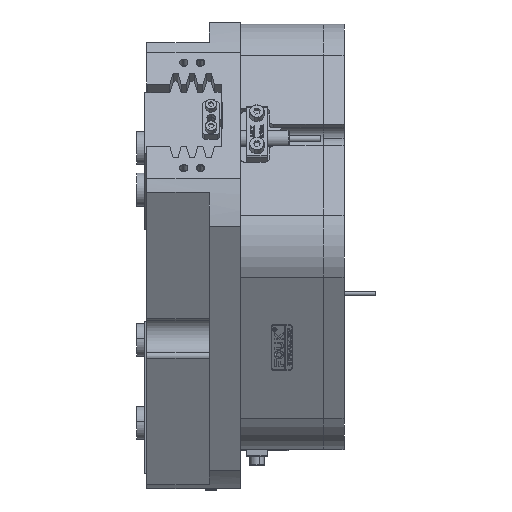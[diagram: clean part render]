
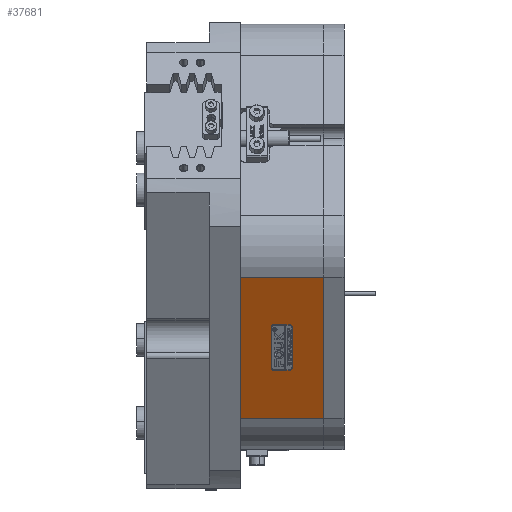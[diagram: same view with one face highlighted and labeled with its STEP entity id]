
A CAD part, left-side view. The second image highlights one B-rep face of the part: STEP entity #37681.
In plain terms, the highlighted planar face has unit normal (-0.866, 0, -0.5).
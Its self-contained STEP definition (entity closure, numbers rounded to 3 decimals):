
#123 = ORIENTED_EDGE ( 'NONE', *, *, #41332, .F. ) ;
#327 = EDGE_LOOP ( 'NONE', ( #6864, #45272, #53481, #33569 ) ) ;
#1321 = LINE ( 'NONE', #19289, #8574 ) ;
#1601 = EDGE_CURVE ( 'NONE', #23984, #33477, #8961, .T. ) ;
#1923 = CIRCLE ( 'NONE', #50087, 1.6 ) ;
#2235 = LINE ( 'NONE', #32863, #11621 ) ;
#3075 = DIRECTION ( 'NONE',  ( -0.866, 0., -0.5 ) ) ;
#3418 = CARTESIAN_POINT ( 'NONE',  ( -70.437, 0., -86. ) ) ;
#3490 = ORIENTED_EDGE ( 'NONE', *, *, #58690, .F. ) ;
#4268 = ORIENTED_EDGE ( 'NONE', *, *, #11301, .F. ) ;
#4768 = VECTOR ( 'NONE', #53365, 1000. ) ;
#5235 = VECTOR ( 'NONE', #33245, 1000. ) ;
#5327 = CARTESIAN_POINT ( 'NONE',  ( -95.567, 16.5, -42.474 ) ) ;
#5507 = VERTEX_POINT ( 'NONE', #10058 ) ;
#5535 = EDGE_CURVE ( 'NONE', #28830, #24951, #1321, .T. ) ;
#6626 = CARTESIAN_POINT ( 'NONE',  ( -84.567, 23.5, -61.526 ) ) ;
#6864 = ORIENTED_EDGE ( 'NONE', *, *, #56109, .F. ) ;
#7069 = VECTOR ( 'NONE', #53822, 1000. ) ;
#7074 = AXIS2_PLACEMENT_3D ( 'NONE', #5327, #14559, #37670 ) ;
#8446 = ORIENTED_EDGE ( 'NONE', *, *, #16911, .F. ) ;
#8574 = VECTOR ( 'NONE', #10671, 1000. ) ;
#8836 = CARTESIAN_POINT ( 'NONE',  ( -109.697, 40., -18. ) ) ;
#8961 = LINE ( 'NONE', #10461, #12537 ) ;
#8995 = ORIENTED_EDGE ( 'NONE', *, *, #55858, .F. ) ;
#10058 = CARTESIAN_POINT ( 'NONE',  ( -70.437, 40., -86. ) ) ;
#10460 = EDGE_CURVE ( 'NONE', #20385, #5507, #33549, .T. ) ;
#10461 = CARTESIAN_POINT ( 'NONE',  ( -96.367, 16.5, -41.088 ) ) ;
#10514 = VERTEX_POINT ( 'NONE', #43616 ) ;
#10535 = CARTESIAN_POINT ( 'NONE',  ( -109.697, 40., -18. ) ) ;
#10589 = EDGE_CURVE ( 'NONE', #5507, #46485, #53551, .T. ) ;
#10671 = DIRECTION ( 'NONE',  ( -0.5, 0., 0.866 ) ) ;
#11174 = DIRECTION ( 'NONE',  ( -0.866, 0., -0.5 ) ) ;
#11301 = EDGE_CURVE ( 'NONE', #20521, #28830, #52755, .T. ) ;
#11621 = VECTOR ( 'NONE', #28430, 1000. ) ;
#12421 = CIRCLE ( 'NONE', #58742, 1.6 ) ;
#12537 = VECTOR ( 'NONE', #15102, 1000. ) ;
#12616 = DIRECTION ( 'NONE',  ( 0.5, 0., -0.866 ) ) ;
#13025 = AXIS2_PLACEMENT_3D ( 'NONE', #26874, #17611, #12616 ) ;
#13283 = EDGE_CURVE ( 'NONE', #48688, #42619, #2235, .T. ) ;
#14559 = DIRECTION ( 'NONE',  ( -0.866, 0., -0.5 ) ) ;
#15102 = DIRECTION ( 'NONE',  ( 0., 1., 0. ) ) ;
#15626 = DIRECTION ( 'NONE',  ( -0.5, 0., 0.866 ) ) ;
#16911 = EDGE_CURVE ( 'NONE', #24951, #23984, #43519, .T. ) ;
#17196 = CARTESIAN_POINT ( 'NONE',  ( -95.567, 14.9, -42.474 ) ) ;
#17611 = DIRECTION ( 'NONE',  ( -0.866, 0., -0.5 ) ) ;
#18172 = LINE ( 'NONE', #28233, #5235 ) ;
#19289 = CARTESIAN_POINT ( 'NONE',  ( -95.567, 14.9, -42.474 ) ) ;
#20151 = LINE ( 'NONE', #8836, #58857 ) ;
#20264 = DIRECTION ( 'NONE',  ( -0.5, 0., 0.866 ) ) ;
#20385 = VERTEX_POINT ( 'NONE', #10535 ) ;
#20521 = VERTEX_POINT ( 'NONE', #52826 ) ;
#20815 = DIRECTION ( 'NONE',  ( -0.5, 0., 0.866 ) ) ;
#20921 = FACE_BOUND ( 'NONE', #40451, .T. ) ;
#21889 = ORIENTED_EDGE ( 'NONE', *, *, #1601, .F. ) ;
#23548 = AXIS2_PLACEMENT_3D ( 'NONE', #47292, #11174, #15626 ) ;
#23984 = VERTEX_POINT ( 'NONE', #31416 ) ;
#24951 = VERTEX_POINT ( 'NONE', #17196 ) ;
#26874 = CARTESIAN_POINT ( 'NONE',  ( -84.567, 16.5, -61.526 ) ) ;
#27391 = FACE_OUTER_BOUND ( 'NONE', #327, .T. ) ;
#28233 = CARTESIAN_POINT ( 'NONE',  ( -90.067, 0., -52. ) ) ;
#28430 = DIRECTION ( 'NONE',  ( 0.5, 0., -0.866 ) ) ;
#28830 = VERTEX_POINT ( 'NONE', #32819 ) ;
#30227 = CARTESIAN_POINT ( 'NONE',  ( -83.767, 16.5, -62.912 ) ) ;
#31416 = CARTESIAN_POINT ( 'NONE',  ( -96.367, 16.5, -41.088 ) ) ;
#32819 = CARTESIAN_POINT ( 'NONE',  ( -84.567, 14.9, -61.526 ) ) ;
#32863 = CARTESIAN_POINT ( 'NONE',  ( -95.567, 25.1, -42.474 ) ) ;
#33245 = DIRECTION ( 'NONE',  ( 0.5, 0., -0.866 ) ) ;
#33477 = VERTEX_POINT ( 'NONE', #55698 ) ;
#33549 = LINE ( 'NONE', #39225, #44268 ) ;
#33569 = ORIENTED_EDGE ( 'NONE', *, *, #10589, .T. ) ;
#33775 = DIRECTION ( 'NONE',  ( -0.866, 0., -0.5 ) ) ;
#37670 = DIRECTION ( 'NONE',  ( -0.5, 0., 0.866 ) ) ;
#37681 = ADVANCED_FACE ( 'NONE', ( #20921, #27391 ), #42673, .T. ) ;
#37789 = CARTESIAN_POINT ( 'NONE',  ( -70.437, 0., -86. ) ) ;
#39225 = CARTESIAN_POINT ( 'NONE',  ( -90.067, 40., -52. ) ) ;
#39669 = ORIENTED_EDGE ( 'NONE', *, *, #13283, .F. ) ;
#40451 = EDGE_LOOP ( 'NONE', ( #8995, #21889, #8446, #45436, #4268, #123, #3490, #39669 ) ) ;
#40780 = CARTESIAN_POINT ( 'NONE',  ( -95.567, 25.1, -42.474 ) ) ;
#41262 = VERTEX_POINT ( 'NONE', #53221 ) ;
#41332 = EDGE_CURVE ( 'NONE', #41262, #20521, #50864, .T. ) ;
#42619 = VERTEX_POINT ( 'NONE', #56677 ) ;
#42673 = PLANE ( 'NONE',  #23548 ) ;
#43519 = CIRCLE ( 'NONE', #7074, 1.6 ) ;
#43616 = CARTESIAN_POINT ( 'NONE',  ( -109.697, 0., -18. ) ) ;
#44268 = VECTOR ( 'NONE', #52805, 1000. ) ;
#45272 = ORIENTED_EDGE ( 'NONE', *, *, #48005, .T. ) ;
#45436 = ORIENTED_EDGE ( 'NONE', *, *, #5535, .F. ) ;
#46485 = VERTEX_POINT ( 'NONE', #37789 ) ;
#47292 = CARTESIAN_POINT ( 'NONE',  ( -90.067, 40., -52. ) ) ;
#48005 = EDGE_CURVE ( 'NONE', #10514, #20385, #20151, .T. ) ;
#48688 = VERTEX_POINT ( 'NONE', #40780 ) ;
#50087 = AXIS2_PLACEMENT_3D ( 'NONE', #6626, #33775, #20264 ) ;
#50864 = LINE ( 'NONE', #30227, #7069 ) ;
#52755 = CIRCLE ( 'NONE', #13025, 1.6 ) ;
#52805 = DIRECTION ( 'NONE',  ( 0.5, 0., -0.866 ) ) ;
#52826 = CARTESIAN_POINT ( 'NONE',  ( -83.767, 16.5, -62.912 ) ) ;
#53221 = CARTESIAN_POINT ( 'NONE',  ( -83.767, 23.5, -62.912 ) ) ;
#53365 = DIRECTION ( 'NONE',  ( 0., -1., 0. ) ) ;
#53481 = ORIENTED_EDGE ( 'NONE', *, *, #10460, .T. ) ;
#53551 = LINE ( 'NONE', #3418, #4768 ) ;
#53822 = DIRECTION ( 'NONE',  ( 0., -1., 0. ) ) ;
#54552 = DIRECTION ( 'NONE',  ( 0., 1., 0. ) ) ;
#55698 = CARTESIAN_POINT ( 'NONE',  ( -96.367, 23.5, -41.088 ) ) ;
#55858 = EDGE_CURVE ( 'NONE', #33477, #48688, #12421, .T. ) ;
#56109 = EDGE_CURVE ( 'NONE', #10514, #46485, #18172, .T. ) ;
#56677 = CARTESIAN_POINT ( 'NONE',  ( -84.567, 25.1, -61.526 ) ) ;
#57475 = CARTESIAN_POINT ( 'NONE',  ( -95.567, 23.5, -42.474 ) ) ;
#58690 = EDGE_CURVE ( 'NONE', #42619, #41262, #1923, .T. ) ;
#58742 = AXIS2_PLACEMENT_3D ( 'NONE', #57475, #3075, #20815 ) ;
#58857 = VECTOR ( 'NONE', #54552, 1000. ) ;
